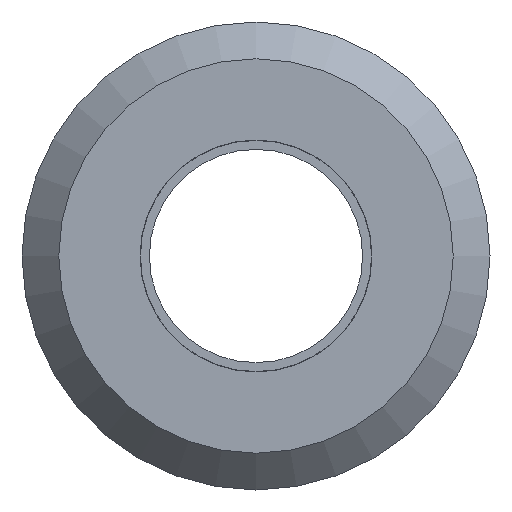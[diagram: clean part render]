
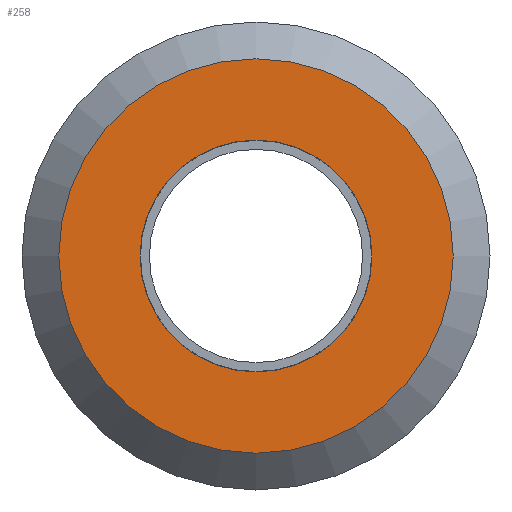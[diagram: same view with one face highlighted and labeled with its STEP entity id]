
A CAD part, front view. The second image highlights one B-rep face of the part: STEP entity #258.
In plain terms, the highlighted planar face has unit normal (0, -1, 0).
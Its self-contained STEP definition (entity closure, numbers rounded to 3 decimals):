
#20=FACE_BOUND('',#87,.T.);
#27=PLANE('',#309);
#64=FACE_OUTER_BOUND('',#86,.T.);
#86=EDGE_LOOP('',(#208));
#87=EDGE_LOOP('',(#209));
#113=CIRCLE('',#308,37.5);
#114=CIRCLE('',#310,63.8);
#135=VERTEX_POINT('',#463);
#136=VERTEX_POINT('',#467);
#161=EDGE_CURVE('',#135,#135,#113,.T.);
#162=EDGE_CURVE('',#136,#136,#114,.T.);
#208=ORIENTED_EDGE('',*,*,#162,.F.);
#209=ORIENTED_EDGE('',*,*,#161,.T.);
#258=ADVANCED_FACE('',(#64,#20),#27,.T.);
#308=AXIS2_PLACEMENT_3D('',#465,#376,#377);
#309=AXIS2_PLACEMENT_3D('',#466,#378,#379);
#310=AXIS2_PLACEMENT_3D('',#468,#380,#381);
#376=DIRECTION('center_axis',(0.,1.,0.));
#377=DIRECTION('ref_axis',(1.,0.,0.));
#378=DIRECTION('center_axis',(0.,-1.,0.));
#379=DIRECTION('ref_axis',(0.,0.,-1.));
#380=DIRECTION('center_axis',(0.,1.,0.));
#381=DIRECTION('ref_axis',(1.,0.,0.));
#463=CARTESIAN_POINT('',(0.,-40.,-37.5));
#465=CARTESIAN_POINT('Origin',(0.,-40.,0.));
#466=CARTESIAN_POINT('Origin',(0.,-40.,63.8));
#467=CARTESIAN_POINT('',(0.,-40.,-63.8));
#468=CARTESIAN_POINT('Origin',(0.,-40.,0.));
